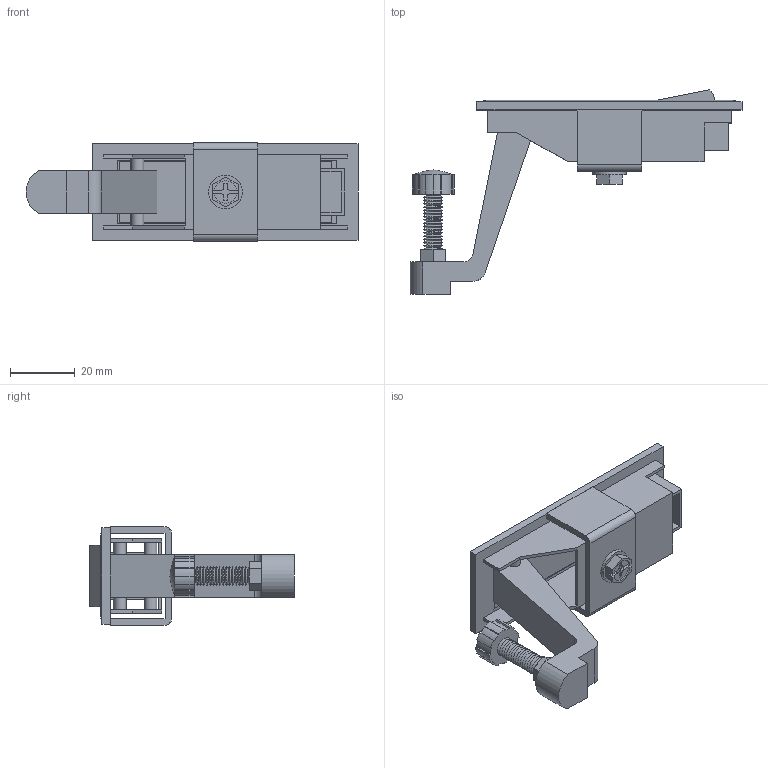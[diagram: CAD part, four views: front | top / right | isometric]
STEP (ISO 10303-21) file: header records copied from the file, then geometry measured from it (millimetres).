
FILE_DESCRIPTION( ( 'STEP AP214' ), '1' );
FILE_NAME( 'SK1-061.stp', '2023-05-08T07:22:48', ( 'License CC BY-ND 4.0' ), ( 'CADENAS' ), ' ', 'PARTsolutions', ' ' );
FILE_SCHEMA( ( 'AUTOMOTIVE_DESIGN { 1 0 10303 214 1 1 1 1 }' ) );
Length unit declared in the file: millimetre
Products named in the file (1): _SK1-061
Bounding box: 102.72 x 63.3 x 30.5 mm (x, y, z)
Volume: 24458.8 mm3; surface area: 21239.2 mm2
Topology: 1 solids, 1 shells, 212 faces, 570 edges, 367 vertices
Faces by surface type: plane 123, cylinder 54, cone 34, bspline 1
Full cylindrical faces by diameter (mm): 4 x3, 4.5 x2, 6 x1, 10.5 x1
Entity records: 8834 total; most frequent: CARTESIAN_POINT 2182, DIRECTION 999, ORIENTED_EDGE 980, EDGE_CURVE 490, LINE 337, VECTOR 337, AXIS2_PLACEMENT_3D 331, VERTEX_POINT 330
